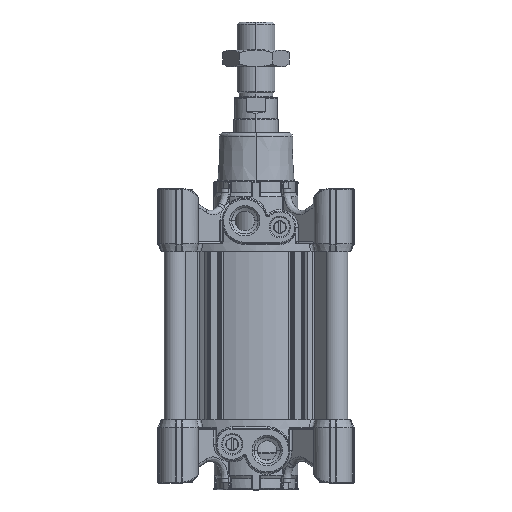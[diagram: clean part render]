
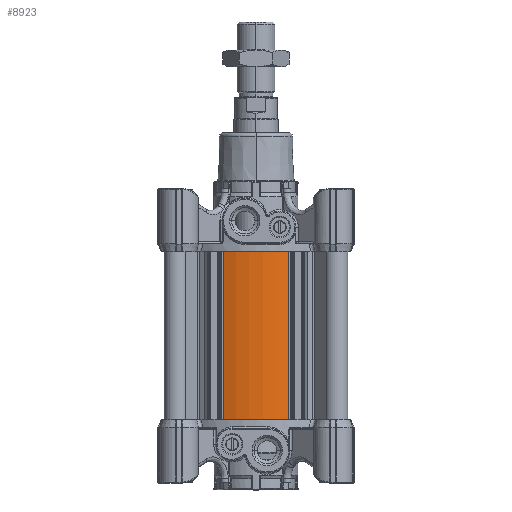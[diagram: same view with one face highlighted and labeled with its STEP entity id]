
A CAD part, top view. The second image highlights one B-rep face of the part: STEP entity #8923.
In plain terms, the highlighted cylindrical face has radius 65.5 mm (diameter 131 mm), a partial arc.
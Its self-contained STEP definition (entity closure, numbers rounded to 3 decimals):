
#8923 = ADVANCED_FACE ( 'NONE', ( #92583 ), #16378, .T. ) ;
#11197 = DIRECTION ( 'NONE',  ( 0., 1., 0. ) ) ;
#13179 = EDGE_CURVE ( 'NONE', #46650, #111036, #53493, .T. ) ;
#16378 = CYLINDRICAL_SURFACE ( 'NONE', #95478, 65.5 ) ;
#18059 = DIRECTION ( 'NONE',  ( 0., -1., 0. ) ) ;
#32374 = LINE ( 'NONE', #109947, #88580 ) ;
#36374 = EDGE_CURVE ( 'NONE', #89178, #111036, #32374, .T. ) ;
#37281 = CARTESIAN_POINT ( 'NONE',  ( 23.531, 45., 61.127 ) ) ;
#37645 = EDGE_LOOP ( 'NONE', ( #126313, #105951, #65694, #90556 ) ) ;
#40317 = DIRECTION ( 'NONE',  ( 0., 1., 0. ) ) ;
#42653 = AXIS2_PLACEMENT_3D ( 'NONE', #114024, #18059, #104138 ) ;
#46650 = VERTEX_POINT ( 'NONE', #117041 ) ;
#49503 = DIRECTION ( 'NONE',  ( -1., 0., 0. ) ) ;
#50969 = CARTESIAN_POINT ( 'NONE',  ( 0., 165., 0. ) ) ;
#53493 = CIRCLE ( 'NONE', #136656, 65.5 ) ;
#53913 = CIRCLE ( 'NONE', #42653, 65.5 ) ;
#65694 = ORIENTED_EDGE ( 'NONE', *, *, #108489, .F. ) ;
#66305 = CARTESIAN_POINT ( 'NONE',  ( -23.531, 45., 61.127 ) ) ;
#69589 = EDGE_CURVE ( 'NONE', #77580, #46650, #112697, .T. ) ;
#77580 = VERTEX_POINT ( 'NONE', #37281 ) ;
#88580 = VECTOR ( 'NONE', #11197, 1000. ) ;
#89178 = VERTEX_POINT ( 'NONE', #66305 ) ;
#90125 = CARTESIAN_POINT ( 'NONE',  ( 23.531, 95., 61.127 ) ) ;
#90556 = ORIENTED_EDGE ( 'NONE', *, *, #69589, .T. ) ;
#91971 = DIRECTION ( 'NONE',  ( 1., 0., 0. ) ) ;
#92583 = FACE_OUTER_BOUND ( 'NONE', #37645, .T. ) ;
#95478 = AXIS2_PLACEMENT_3D ( 'NONE', #137039, #40317, #49503 ) ;
#104138 = DIRECTION ( 'NONE',  ( 1., 0., 0. ) ) ;
#105951 = ORIENTED_EDGE ( 'NONE', *, *, #36374, .F. ) ;
#108233 = CARTESIAN_POINT ( 'NONE',  ( -23.531, 165., 61.127 ) ) ;
#108489 = EDGE_CURVE ( 'NONE', #77580, #89178, #53913, .T. ) ;
#109947 = CARTESIAN_POINT ( 'NONE',  ( -23.531, 95., 61.127 ) ) ;
#111036 = VERTEX_POINT ( 'NONE', #108233 ) ;
#112697 = LINE ( 'NONE', #90125, #128709 ) ;
#114024 = CARTESIAN_POINT ( 'NONE',  ( 0., 45., 0. ) ) ;
#114094 = DIRECTION ( 'NONE',  ( 0., 1., 0. ) ) ;
#117041 = CARTESIAN_POINT ( 'NONE',  ( 23.531, 165., 61.127 ) ) ;
#123734 = DIRECTION ( 'NONE',  ( 0., -1., 0. ) ) ;
#126313 = ORIENTED_EDGE ( 'NONE', *, *, #13179, .T. ) ;
#128709 = VECTOR ( 'NONE', #114094, 1000. ) ;
#136656 = AXIS2_PLACEMENT_3D ( 'NONE', #50969, #123734, #91971 ) ;
#137039 = CARTESIAN_POINT ( 'NONE',  ( 0., 95., 0. ) ) ;
